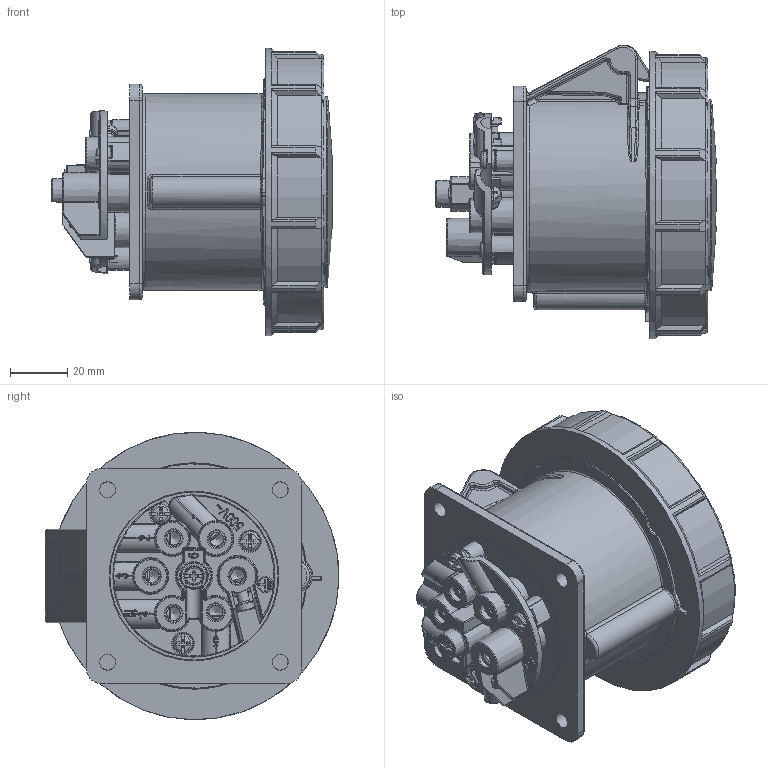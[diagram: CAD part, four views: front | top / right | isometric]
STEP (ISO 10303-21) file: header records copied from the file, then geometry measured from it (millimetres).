
FILE_DESCRIPTION (( 'STEP AP203' ), '1' );
FILE_NAME ('3272-6v.STEP', '2023-02-08T09:06:48', ( '' ), ( '' ), 'SwSTEP 2.0', 'SolidWorks 2022', '' );
FILE_SCHEMA (( 'CONFIG_CONTROL_DESIGN' ));
Products named in the file (1): 3272-6v
Bounding box: 97.68 x 102.24 x 99.98 mm (x, y, z)
Volume: 374553.3 mm3; surface area: 57841.6 mm2
Topology: 1 solids, 1 shells, 2091 faces, 5316 edges, 3246 vertices
Faces by surface type: plane 713, bspline 497, cylinder 353, cone 208, torus 202, sphere 118
Full cylindrical faces by diameter (mm): 4 x8, 4.7 x7, 6.107 x1, 7 x1, 8.5 x6, 10 x1, 58.505 x1, 66.4 x1, 100 x1
Entity records: 84119 total; most frequent: CARTESIAN_POINT 39898, ORIENTED_EDGE 10070, DIRECTION 7880, EDGE_CURVE 5035, VERTEX_POINT 3139, AXIS2_PLACEMENT_3D 3137, EDGE_LOOP 2334, FACE_OUTER_BOUND 2165
